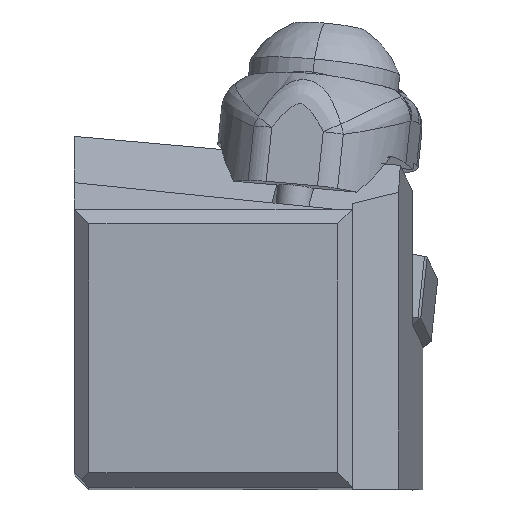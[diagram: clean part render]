
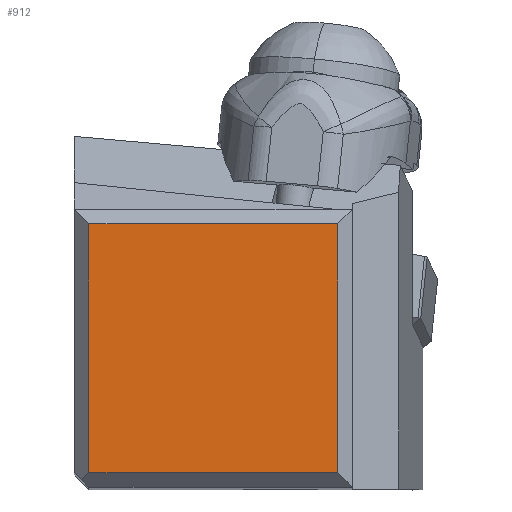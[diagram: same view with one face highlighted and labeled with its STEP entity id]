
A CAD part, top view. The second image highlights one B-rep face of the part: STEP entity #912.
In plain terms, the highlighted planar face has unit normal (0, 0, 1).
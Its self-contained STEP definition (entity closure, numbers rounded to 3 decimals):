
#674=FACE_OUTER_BOUND('',#1271,.T.);
#912=ADVANCED_FACE('',(#674),#1159,.T.);
#1159=PLANE('',#4501);
#1271=EDGE_LOOP('',(#1643,#1644,#1645,#1646));
#1643=ORIENTED_EDGE('',*,*,#3260,.T.);
#1644=ORIENTED_EDGE('',*,*,#3295,.F.);
#1645=ORIENTED_EDGE('',*,*,#3296,.T.);
#1646=ORIENTED_EDGE('',*,*,#3262,.T.);
#2837=VERTEX_POINT('',#6128);
#2838=VERTEX_POINT('',#6130);
#2839=VERTEX_POINT('',#6134);
#2859=VERTEX_POINT('',#6197);
#3260=EDGE_CURVE('',#2838,#2837,#3898,.T.);
#3262=EDGE_CURVE('',#2839,#2838,#3900,.T.);
#3295=EDGE_CURVE('',#2859,#2837,#3924,.T.);
#3296=EDGE_CURVE('',#2859,#2839,#3925,.T.);
#3898=LINE('',#6129,#4126);
#3900=LINE('',#6133,#4128);
#3924=LINE('',#6198,#4152);
#3925=LINE('',#6200,#4153);
#4126=VECTOR('',#5004,1.);
#4128=VECTOR('',#5008,1.);
#4152=VECTOR('',#5072,1.);
#4153=VECTOR('',#5075,1.);
#4501=AXIS2_PLACEMENT_3D('',#6201,#5076,#5077);
#5004=DIRECTION('',(0.,1.,0.));
#5008=DIRECTION('',(1.,0.,0.));
#5072=DIRECTION('',(1.,0.,0.));
#5075=DIRECTION('',(0.,-1.,0.));
#5076=DIRECTION('',(0.,0.,1.));
#5077=DIRECTION('',(1.,0.,0.));
#6128=CARTESIAN_POINT('',(18.05,18.05,0.));
#6129=CARTESIAN_POINT('',(18.05,1.,0.));
#6130=CARTESIAN_POINT('',(18.05,1.,0.));
#6133=CARTESIAN_POINT('',(1.,1.,0.));
#6134=CARTESIAN_POINT('',(1.,1.,0.));
#6197=CARTESIAN_POINT('',(1.,18.05,0.));
#6198=CARTESIAN_POINT('',(1.,18.05,0.));
#6200=CARTESIAN_POINT('',(1.,18.05,0.));
#6201=CARTESIAN_POINT('',(9.525,9.525,0.));
